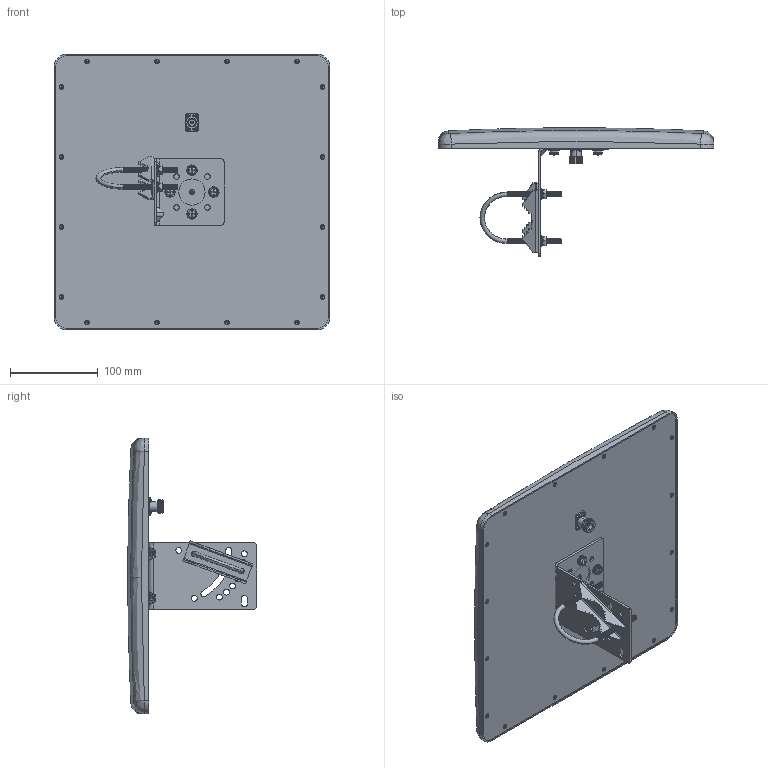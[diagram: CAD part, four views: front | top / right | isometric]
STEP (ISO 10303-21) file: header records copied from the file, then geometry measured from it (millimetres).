
FILE_DESCRIPTION (( 'STEP AP214' ), '1' );
FILE_NAME ('FM51FP1006_3D.step', '2022-12-30T17:57:16', ( '' ), ( '' ), 'SwSTEP 2.0', 'SolidWorks 2022', '' );
FILE_SCHEMA (( 'AUTOMOTIVE_DESIGN' ));
Length unit declared in the file: inch
Products named in the file (7): HG8909P_BackPlate; HG8909P_Ubolt; HG8909P_Mount Hardware; M6_PanHeadP_LWandW; FM51FP1006_3D; HG8909P_Cover; HG8909P_Swivel-L-Bracket
Assembly tree (9 placements, depth 3):
  FM51FP1006_3D
    HG8909P_Cover
    HG8909P_BackPlate
    HG8909P_Mount Hardware
      HG8909P_Swivel-L-Bracket
      HG8909P_Ubolt
    M6_PanHeadP_LWandW  x4
Bounding box: 315 x 147.69 x 315 mm (x, y, z)
Volume: 556205.7 mm3; surface area: 503911.3 mm2
Topology: 9 solids, 10 shells, 1729 faces, 4113 edges, 2476 vertices
Faces by surface type: cone 696, plane 632, cylinder 240, bspline 85, torus 76
Entity records: 73350 total; most frequent: CARTESIAN_POINT 14777, DIRECTION 7836, ORIENTED_EDGE 7806, EDGE_CURVE 3903, AXIS2_PLACEMENT_3D 2851, VERTEX_POINT 2350, VECTOR 2134, LINE 2134
